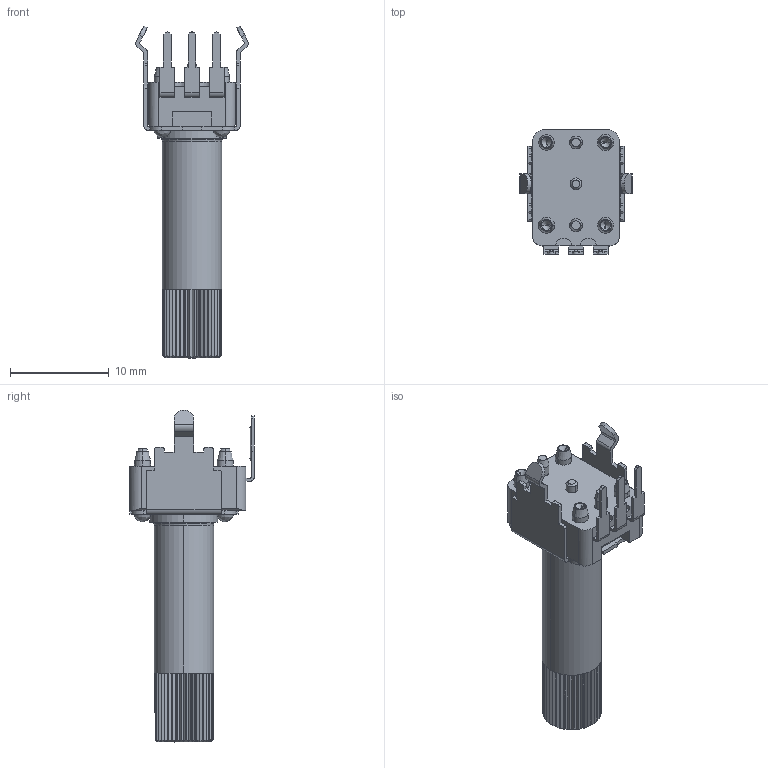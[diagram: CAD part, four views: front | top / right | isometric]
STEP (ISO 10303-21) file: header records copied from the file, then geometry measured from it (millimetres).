
FILE_DESCRIPTION (( 'STEP AP214' ), '1' );
FILE_NAME ('rk09k1130a70.STEP', '2024-09-01T12:41:36', ( '' ), ( '' ), 'SwSTEP 2.0', 'SolidWorks 2024', '' );
FILE_SCHEMA (( 'AUTOMOTIVE_DESIGN' ));
Length unit declared in the file: millimetre
Products named in the file (1): rk09k1130a70
Bounding box: 11.4 x 12.65 x 33.7 mm (x, y, z)
Volume: 1209 mm3; surface area: 1254.1 mm2
Topology: 1 solids, 1 shells, 354 faces, 980 edges, 644 vertices
Faces by surface type: plane 210, cylinder 107, cone 27, bspline 10
Entity records: 15464 total; most frequent: CARTESIAN_POINT 2531, ORIENTED_EDGE 1944, DIRECTION 1811, EDGE_CURVE 972, VERTEX_POINT 644, VECTOR 627, LINE 627, AXIS2_PLACEMENT_3D 592
